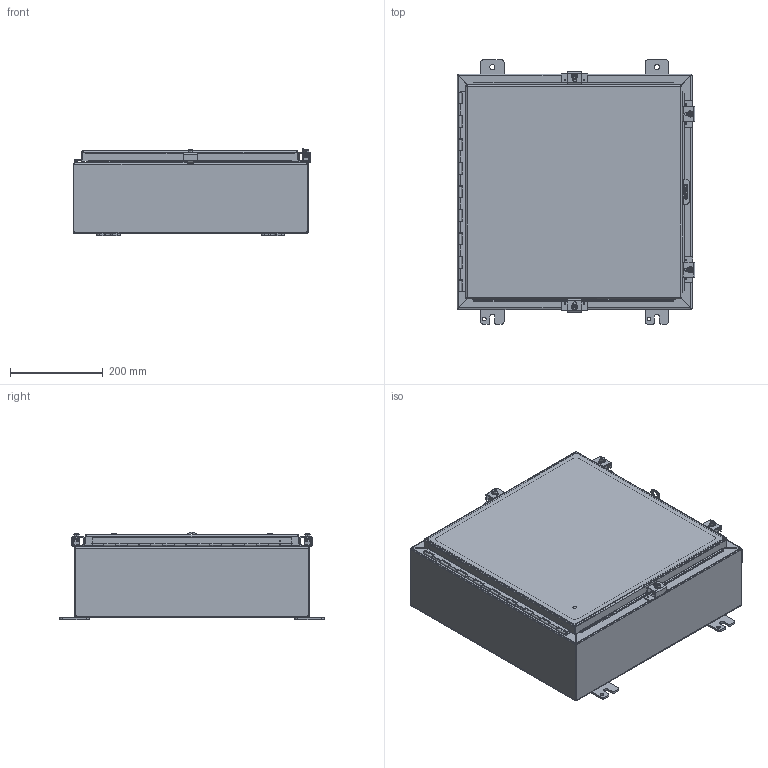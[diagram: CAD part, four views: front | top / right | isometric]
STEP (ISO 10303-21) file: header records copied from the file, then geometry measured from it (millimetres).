
FILE_DESCRIPTION(/* description */ ('ENCL,NEMA4,CS,(20X20X6)'),/* implementation_level */ '2;1');
FILE_NAME(/* name */ 'N4202006.stp',/* time_stamp */ '2022-02-22T07:52:45-06:00',/* author */ ('dnichola'),/* organization */ (''),/* preprocessor_version */ 'ST-DEVELOPER v18.1',/* originating_system */ 'Autodesk Inventor 2020',/* authorisation */ '');
FILE_SCHEMA (('AUTOMOTIVE_DESIGN { 1 0 10303 214 3 1 1 }'));
Length unit declared in the file: inch
Products named in the file (19): N4202006; 38420; 34840; N4202006BKP; 32911; FOAM IN PLACE; 38846; N42020LID; 328104; 328104T; 328104L; 328109-1; 388116; HFW30825; HFW30825-1; HFW30825-2;  HFW30825-3; HFW30825-4; 30817
Assembly tree (30 placements, depth 3):
  N4202006
    34840  x4
    38420
    N4202006BKP
    32911
    FOAM IN PLACE
    38846
    N42020LID
    328104
      328104T
      328104L
      328109-1
    388116  x4
    HFW30825  x4
      HFW30825-1
      HFW30825-2
       HFW30825-3
      HFW30825-4
    30817  x4
Bounding box: 513.89 x 571.5 x 188.22 mm (x, y, z)
Volume: 1756934.6 mm3; surface area: 2068682.1 mm2
Topology: 37 solids, 37 shells, 1247 faces, 3115 edges, 2012 vertices
Faces by surface type: plane 655, cylinder 419, bspline 99, torus 36, sphere 24, cone 14
Full cylindrical faces by diameter (mm): 2.794 x22, 2.921 x2, 3.048 x25, 3.967 x1, 5.359 x4, 6.35 x5, 7.137 x4, 7.95 x4, 8.382 x8, 8.56 x1, 8.89 x4, 11.125 x4, 12.7 x5, 13.208 x4, 15.875 x4
Entity records: 26882 total; most frequent: CARTESIAN_POINT 6866, DIRECTION 3967, ORIENTED_EDGE 3842, EDGE_CURVE 1921, AXIS2_PLACEMENT_3D 1371, LINE 1225, VECTOR 1225, VERTEX_POINT 1217
